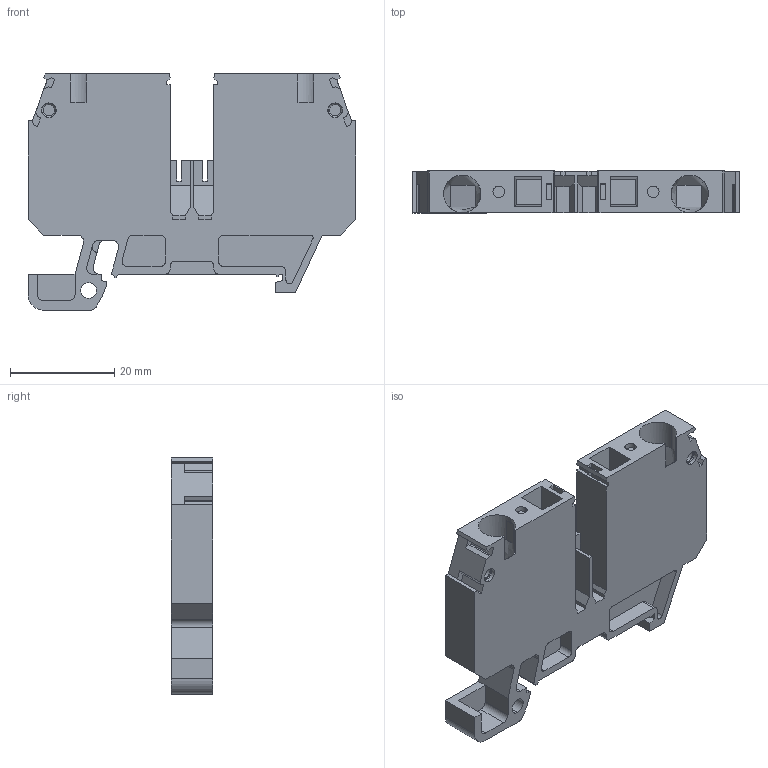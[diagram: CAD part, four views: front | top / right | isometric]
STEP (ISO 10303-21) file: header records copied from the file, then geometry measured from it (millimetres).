
FILE_DESCRIPTION (( 'STEP AP214' ), '1' );
FILE_NAME ('42411_DN-Q8-A.STEP', '2014-05-05T12:31:14', ( '' ), ( '' ), 'SwSTEP 2.0', 'SolidWorks 2013', '' );
FILE_SCHEMA (( 'AUTOMOTIVE_DESIGN' ));
Length unit declared in the file: millimetre
Products named in the file (1): 42411_DN-Q8-A
Bounding box: 63 x 8 x 45.4 mm (x, y, z)
Volume: 13807.2 mm3; surface area: 8875.1 mm2
Topology: 1 solids, 7 shells, 315 faces, 829 edges, 539 vertices
Faces by surface type: plane 239, cylinder 56, torus 8, bspline 8, cone 4
Entity records: 10022 total; most frequent: CARTESIAN_POINT 2148, ORIENTED_EDGE 1658, DIRECTION 1558, EDGE_CURVE 829, VECTOR 676, LINE 676, VERTEX_POINT 539, AXIS2_PLACEMENT_3D 441
